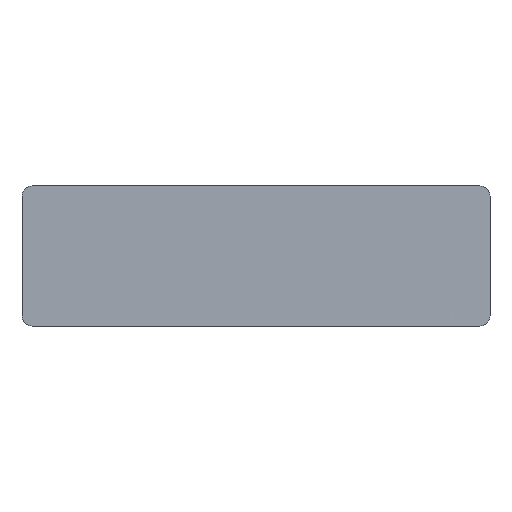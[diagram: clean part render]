
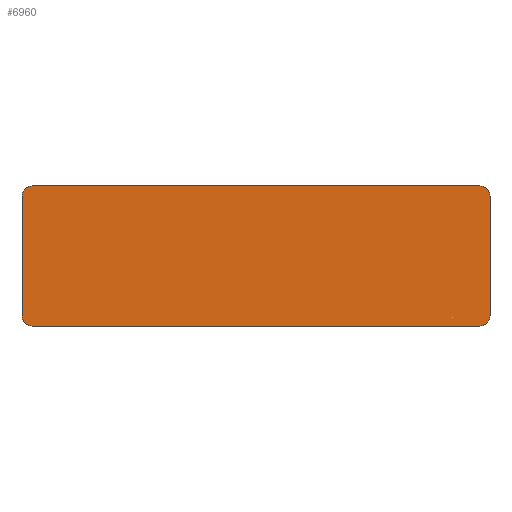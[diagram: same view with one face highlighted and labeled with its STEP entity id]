
A CAD part, front view. The second image highlights one B-rep face of the part: STEP entity #6960.
In plain terms, the highlighted planar face has unit normal (0, -1, 0).
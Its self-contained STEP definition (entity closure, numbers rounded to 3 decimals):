
#13=CARTESIAN_POINT('',(65.5,-34.,17.5));
#14=DIRECTION('',(0.,-1.,0.));
#15=DIRECTION('',(1.,0.,0.));
#16=AXIS2_PLACEMENT_3D('',#13,#14,#15);
#18=CARTESIAN_POINT('',(65.5,-34.,-17.5));
#19=DIRECTION('',(0.,-1.,0.));
#20=DIRECTION('',(0.,0.,-1.));
#21=AXIS2_PLACEMENT_3D('',#18,#19,#20);
#23=DIRECTION('',(1.,0.,0.));
#24=VECTOR('',#23,131.);
#25=CARTESIAN_POINT('',(-65.5,-34.,-20.5));
#26=LINE('',#25,#24);
#27=CARTESIAN_POINT('',(-65.5,-34.,-17.5));
#28=DIRECTION('',(0.,-1.,0.));
#29=DIRECTION('',(-1.,0.,0.));
#30=AXIS2_PLACEMENT_3D('',#27,#28,#29);
#32=CARTESIAN_POINT('',(-65.5,-34.,17.5));
#33=DIRECTION('',(0.,-1.,0.));
#34=DIRECTION('',(0.,0.,1.));
#35=AXIS2_PLACEMENT_3D('',#32,#33,#34);
#37=DIRECTION('',(1.,0.,0.));
#38=VECTOR('',#37,131.);
#39=CARTESIAN_POINT('',(-65.5,-34.,20.5));
#40=LINE('',#39,#38);
#85=DIRECTION('',(0.,0.,1.));
#86=VECTOR('',#85,35.);
#87=CARTESIAN_POINT('',(68.5,-34.,-17.5));
#88=LINE('',#87,#86);
#315=DIRECTION('',(0.,0.,-1.));
#316=VECTOR('',#315,35.);
#317=CARTESIAN_POINT('',(-68.5,-34.,17.5));
#318=LINE('',#317,#316);
#6496=CARTESIAN_POINT('',(68.5,-34.,17.5));
#6497=CARTESIAN_POINT('',(65.5,-34.,20.5));
#6498=VERTEX_POINT('',#6496);
#6499=VERTEX_POINT('',#6497);
#6530=CARTESIAN_POINT('',(65.5,-34.,-20.5));
#6531=CARTESIAN_POINT('',(68.5,-34.,-17.5));
#6532=VERTEX_POINT('',#6530);
#6533=VERTEX_POINT('',#6531);
#6550=CARTESIAN_POINT('',(-65.5,-34.,20.5));
#6551=CARTESIAN_POINT('',(-68.5,-34.,17.5));
#6552=VERTEX_POINT('',#6550);
#6553=VERTEX_POINT('',#6551);
#6556=CARTESIAN_POINT('',(-68.5,-34.,-17.5));
#6557=CARTESIAN_POINT('',(-65.5,-34.,-20.5));
#6558=VERTEX_POINT('',#6556);
#6559=VERTEX_POINT('',#6557);
#6939=CARTESIAN_POINT('',(0.,-34.,0.));
#6940=DIRECTION('',(0.,-1.,0.));
#6941=DIRECTION('',(1.,0.,0.));
#6942=AXIS2_PLACEMENT_3D('',#6939,#6940,#6941);
#6943=PLANE('',#6942);
#6944=ORIENTED_EDGE('',*,*,#6929,.F.);
#6946=ORIENTED_EDGE('',*,*,#6945,.F.);
#6948=ORIENTED_EDGE('',*,*,#6947,.F.);
#6950=ORIENTED_EDGE('',*,*,#6949,.F.);
#6952=ORIENTED_EDGE('',*,*,#6951,.F.);
#6954=ORIENTED_EDGE('',*,*,#6953,.F.);
#6956=ORIENTED_EDGE('',*,*,#6955,.F.);
#6957=ORIENTED_EDGE('',*,*,#6915,.T.);
#6958=EDGE_LOOP('',(#6944,#6946,#6948,#6950,#6952,#6954,#6956,#6957));
#6959=FACE_OUTER_BOUND('',#6958,.F.);
#6960=ADVANCED_FACE('',(#6959),#6943,.T.);
#17=CIRCLE('',#16,3.);
#22=CIRCLE('',#21,3.);
#31=CIRCLE('',#30,3.);
#36=CIRCLE('',#35,3.);
#6915=EDGE_CURVE('',#6552,#6499,#40,.T.);
#6929=EDGE_CURVE('',#6498,#6499,#17,.T.);
#6945=EDGE_CURVE('',#6533,#6498,#88,.T.);
#6947=EDGE_CURVE('',#6532,#6533,#22,.T.);
#6949=EDGE_CURVE('',#6559,#6532,#26,.T.);
#6951=EDGE_CURVE('',#6558,#6559,#31,.T.);
#6953=EDGE_CURVE('',#6553,#6558,#318,.T.);
#6955=EDGE_CURVE('',#6552,#6553,#36,.T.);
